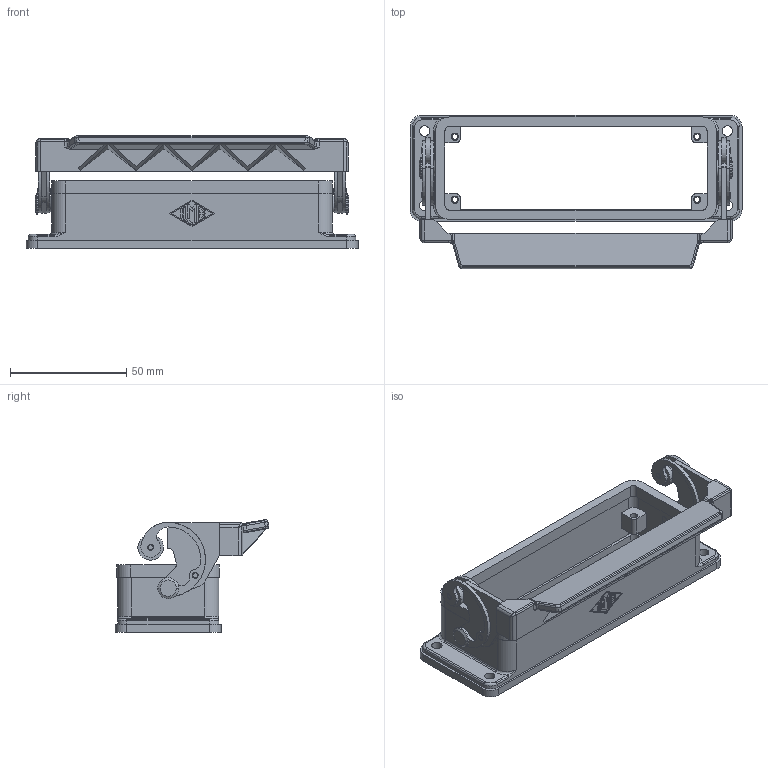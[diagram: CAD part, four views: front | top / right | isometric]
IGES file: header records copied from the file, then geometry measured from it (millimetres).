
Global section: file name: No Iges File Name specified; native system: AutoDesk Inventor R6.1; preprocessor: AutoDesk Inventor Iges Exporter R6.1; author: No Author specified; organization: No Organization specified; date: 20061221.160448; units: millimetre
Bounding box: 142.5 x 65.95 x 48.42 mm (x, y, z)
Volume: 55549 mm3; surface area: 39411.9 mm2
Topology: 4 solids, 4 shells, 490 faces, 1304 edges, 842 vertices
Faces by surface type: plane 174, bspline 142, cylinder 84, revolution 68, torus 14, cone 4, sphere 4
